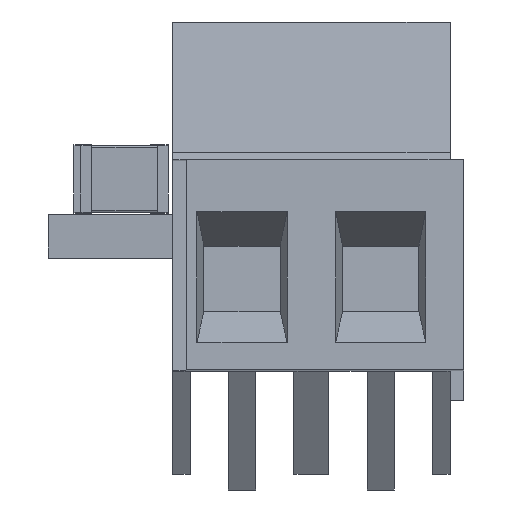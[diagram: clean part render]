
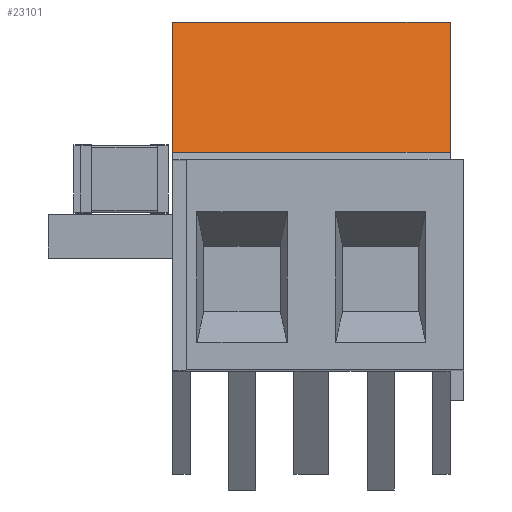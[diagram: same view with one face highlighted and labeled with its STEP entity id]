
A CAD part, left-side view. The second image highlights one B-rep face of the part: STEP entity #23101.
In plain terms, the highlighted face is planar.
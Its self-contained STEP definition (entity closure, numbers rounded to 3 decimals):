
#22040 = PLANE('',#22041);
#22041 = AXIS2_PLACEMENT_3D('',#22042,#22043,#22044);
#22042 = CARTESIAN_POINT('',(-5.08,0.,0.));
#22043 = DIRECTION('',(1.,0.,0.));
#22044 = DIRECTION('',(0.,0.,-1.));
#22233 = VERTEX_POINT('',#22234);
#22234 = CARTESIAN_POINT('',(-5.08,3.451,-4.774));
#22248 = PLANE('',#22249);
#22249 = AXIS2_PLACEMENT_3D('',#22250,#22251,#22252);
#22250 = CARTESIAN_POINT('',(-5.08,3.872,-5.044));
#22251 = DIRECTION('',(0.,0.54,0.842));
#22252 = DIRECTION('',(0.,-0.842,0.54));
#22260 = EDGE_CURVE('',#22233,#22261,#22263,.T.);
#22261 = VERTEX_POINT('',#22262);
#22262 = CARTESIAN_POINT('',(-5.08,2.5,0.));
#22263 = SURFACE_CURVE('',#22264,(#22268,#22275),.PCURVE_S1.);
#22264 = LINE('',#22265,#22266);
#22265 = CARTESIAN_POINT('',(-5.08,3.451,-4.774));
#22266 = VECTOR('',#22267,1.);
#22267 = DIRECTION('',(0.,-0.195,0.981));
#22268 = PCURVE('',#22040,#22269);
#22269 = DEFINITIONAL_REPRESENTATION('',(#22270),#22274);
#22270 = LINE('',#22271,#22272);
#22271 = CARTESIAN_POINT('',(4.774,3.451));
#22272 = VECTOR('',#22273,1.);
#22273 = DIRECTION('',(-0.981,-0.195));
#22274 = ( GEOMETRIC_REPRESENTATION_CONTEXT(2) 
PARAMETRIC_REPRESENTATION_CONTEXT() REPRESENTATION_CONTEXT('2D SPACE',''
  ) );
#22275 = PCURVE('',#22276,#22281);
#22276 = PLANE('',#22277);
#22277 = AXIS2_PLACEMENT_3D('',#22278,#22279,#22280);
#22278 = CARTESIAN_POINT('',(-5.08,3.451,-4.774));
#22279 = DIRECTION('',(0.,0.981,0.195));
#22280 = DIRECTION('',(0.,-0.195,0.981));
#22281 = DEFINITIONAL_REPRESENTATION('',(#22282),#22286);
#22282 = LINE('',#22283,#22284);
#22283 = CARTESIAN_POINT('',(0.,0.));
#22284 = VECTOR('',#22285,1.);
#22285 = DIRECTION('',(1.,0.));
#22286 = ( GEOMETRIC_REPRESENTATION_CONTEXT(2) 
PARAMETRIC_REPRESENTATION_CONTEXT() REPRESENTATION_CONTEXT('2D SPACE',''
  ) );
#22304 = PLANE('',#22305);
#22305 = AXIS2_PLACEMENT_3D('',#22306,#22307,#22308);
#22306 = CARTESIAN_POINT('',(-5.08,2.5,0.));
#22307 = DIRECTION('',(0.,0.,1.));
#22308 = DIRECTION('',(0.,-1.,0.));
#22467 = PLANE('',#22468);
#22468 = AXIS2_PLACEMENT_3D('',#22469,#22470,#22471);
#22469 = CARTESIAN_POINT('',(5.08,0.,0.));
#22470 = DIRECTION('',(1.,0.,0.));
#22471 = DIRECTION('',(0.,0.,-1.));
#22733 = VERTEX_POINT('',#22734);
#22734 = CARTESIAN_POINT('',(5.08,3.451,-4.774));
#22755 = EDGE_CURVE('',#22733,#22756,#22758,.T.);
#22756 = VERTEX_POINT('',#22757);
#22757 = CARTESIAN_POINT('',(5.08,2.5,0.));
#22758 = SURFACE_CURVE('',#22759,(#22763,#22770),.PCURVE_S1.);
#22759 = LINE('',#22760,#22761);
#22760 = CARTESIAN_POINT('',(5.08,3.451,-4.774));
#22761 = VECTOR('',#22762,1.);
#22762 = DIRECTION('',(0.,-0.195,0.981));
#22763 = PCURVE('',#22467,#22764);
#22764 = DEFINITIONAL_REPRESENTATION('',(#22765),#22769);
#22765 = LINE('',#22766,#22767);
#22766 = CARTESIAN_POINT('',(4.774,3.451));
#22767 = VECTOR('',#22768,1.);
#22768 = DIRECTION('',(-0.981,-0.195));
#22769 = ( GEOMETRIC_REPRESENTATION_CONTEXT(2) 
PARAMETRIC_REPRESENTATION_CONTEXT() REPRESENTATION_CONTEXT('2D SPACE',''
  ) );
#22770 = PCURVE('',#22276,#22771);
#22771 = DEFINITIONAL_REPRESENTATION('',(#22772),#22776);
#22772 = LINE('',#22773,#22774);
#22773 = CARTESIAN_POINT('',(0.,10.16));
#22774 = VECTOR('',#22775,1.);
#22775 = DIRECTION('',(1.,0.));
#22776 = ( GEOMETRIC_REPRESENTATION_CONTEXT(2) 
PARAMETRIC_REPRESENTATION_CONTEXT() REPRESENTATION_CONTEXT('2D SPACE',''
  ) );
#23054 = EDGE_CURVE('',#22233,#22733,#23055,.T.);
#23055 = SURFACE_CURVE('',#23056,(#23060,#23067),.PCURVE_S1.);
#23056 = LINE('',#23057,#23058);
#23057 = CARTESIAN_POINT('',(-5.08,3.451,-4.774));
#23058 = VECTOR('',#23059,1.);
#23059 = DIRECTION('',(1.,0.,0.));
#23060 = PCURVE('',#22248,#23061);
#23061 = DEFINITIONAL_REPRESENTATION('',(#23062),#23066);
#23062 = LINE('',#23063,#23064);
#23063 = CARTESIAN_POINT('',(0.5,0.));
#23064 = VECTOR('',#23065,1.);
#23065 = DIRECTION('',(0.,1.));
#23066 = ( GEOMETRIC_REPRESENTATION_CONTEXT(2) 
PARAMETRIC_REPRESENTATION_CONTEXT() REPRESENTATION_CONTEXT('2D SPACE',''
  ) );
#23067 = PCURVE('',#22276,#23068);
#23068 = DEFINITIONAL_REPRESENTATION('',(#23069),#23073);
#23069 = LINE('',#23070,#23071);
#23070 = CARTESIAN_POINT('',(0.,0.));
#23071 = VECTOR('',#23072,1.);
#23072 = DIRECTION('',(0.,1.));
#23073 = ( GEOMETRIC_REPRESENTATION_CONTEXT(2) 
PARAMETRIC_REPRESENTATION_CONTEXT() REPRESENTATION_CONTEXT('2D SPACE',''
  ) );
#23101 = ADVANCED_FACE('',(#23102),#22276,.T.);
#23102 = FACE_BOUND('',#23103,.F.);
#23103 = EDGE_LOOP('',(#23104,#23105,#23106,#23107));
#23104 = ORIENTED_EDGE('',*,*,#22260,.F.);
#23105 = ORIENTED_EDGE('',*,*,#23054,.T.);
#23106 = ORIENTED_EDGE('',*,*,#22755,.T.);
#23107 = ORIENTED_EDGE('',*,*,#23108,.F.);
#23108 = EDGE_CURVE('',#22261,#22756,#23109,.T.);
#23109 = SURFACE_CURVE('',#23110,(#23114,#23121),.PCURVE_S1.);
#23110 = LINE('',#23111,#23112);
#23111 = CARTESIAN_POINT('',(-5.08,2.5,0.));
#23112 = VECTOR('',#23113,1.);
#23113 = DIRECTION('',(1.,0.,0.));
#23114 = PCURVE('',#22276,#23115);
#23115 = DEFINITIONAL_REPRESENTATION('',(#23116),#23120);
#23116 = LINE('',#23117,#23118);
#23117 = CARTESIAN_POINT('',(4.867,0.));
#23118 = VECTOR('',#23119,1.);
#23119 = DIRECTION('',(0.,1.));
#23120 = ( GEOMETRIC_REPRESENTATION_CONTEXT(2) 
PARAMETRIC_REPRESENTATION_CONTEXT() REPRESENTATION_CONTEXT('2D SPACE',''
  ) );
#23121 = PCURVE('',#22304,#23122);
#23122 = DEFINITIONAL_REPRESENTATION('',(#23123),#23127);
#23123 = LINE('',#23124,#23125);
#23124 = CARTESIAN_POINT('',(0.,0.));
#23125 = VECTOR('',#23126,1.);
#23126 = DIRECTION('',(0.,1.));
#23127 = ( GEOMETRIC_REPRESENTATION_CONTEXT(2) 
PARAMETRIC_REPRESENTATION_CONTEXT() REPRESENTATION_CONTEXT('2D SPACE',''
  ) );
